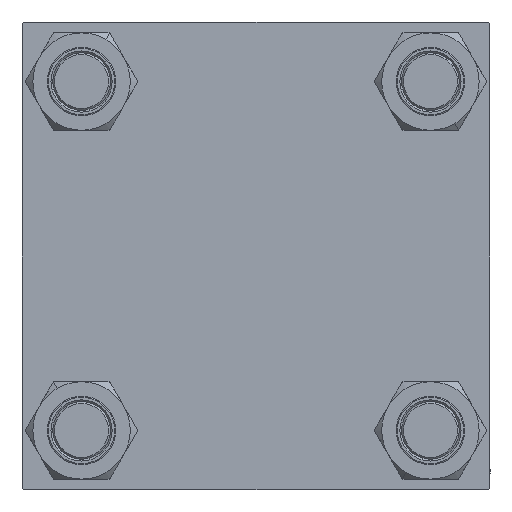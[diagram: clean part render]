
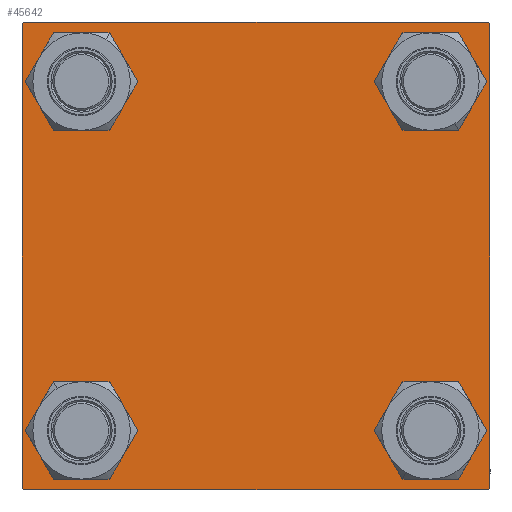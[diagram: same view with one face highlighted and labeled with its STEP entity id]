
A CAD part, left-side view. The second image highlights one B-rep face of the part: STEP entity #45642.
In plain terms, the highlighted planar face has unit normal (-1, 0, 0).
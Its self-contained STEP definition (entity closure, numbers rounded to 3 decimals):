
#1 = EDGE_CURVE ( 'NONE', #28527, #38634, #9269, .T. ) ;
#499 = DIRECTION ( 'NONE',  ( 0., 0., 1. ) ) ;
#1219 = CARTESIAN_POINT ( 'NONE',  ( 0., -64.75, 64.75 ) ) ;
#1500 = EDGE_CURVE ( 'NONE', #18962, #24593, #26287, .T. ) ;
#1743 = ORIENTED_EDGE ( 'NONE', *, *, #45568, .T. ) ;
#2171 = CARTESIAN_POINT ( 'NONE',  ( 0., 64.5, -65. ) ) ;
#2461 = CIRCLE ( 'NONE', #37002, 8.5 ) ;
#2572 = FACE_BOUND ( 'NONE', #29974, .T. ) ;
#2828 = DIRECTION ( 'NONE',  ( -1., 0., 0. ) ) ;
#3311 = CARTESIAN_POINT ( 'NONE',  ( 0., 65., -64.5 ) ) ;
#4418 = VERTEX_POINT ( 'NONE', #4591 ) ;
#4499 = AXIS2_PLACEMENT_3D ( 'NONE', #49919, #2828, #33992 ) ;
#4591 = CARTESIAN_POINT ( 'NONE',  ( 0., -48.45, 39.95 ) ) ;
#5216 = VERTEX_POINT ( 'NONE', #44864 ) ;
#5272 = CARTESIAN_POINT ( 'NONE',  ( 0., 48.45, -39.95 ) ) ;
#5301 = CIRCLE ( 'NONE', #26696, 8.5 ) ;
#5353 = EDGE_CURVE ( 'NONE', #32684, #5216, #2461, .T. ) ;
#5822 = LINE ( 'NONE', #14562, #33154 ) ;
#8292 = CARTESIAN_POINT ( 'NONE',  ( 0., -64.5, -65. ) ) ;
#9269 = LINE ( 'NONE', #48629, #28706 ) ;
#9492 = AXIS2_PLACEMENT_3D ( 'NONE', #39116, #11831, #42728 ) ;
#10659 = AXIS2_PLACEMENT_3D ( 'NONE', #25416, #14091, #41130 ) ;
#10753 = EDGE_CURVE ( 'NONE', #31446, #26377, #39862, .T. ) ;
#10939 = CARTESIAN_POINT ( 'NONE',  ( 0., 48.45, 39.95 ) ) ;
#11515 = CARTESIAN_POINT ( 'NONE',  ( 0., 64.5, 65. ) ) ;
#11831 = DIRECTION ( 'NONE',  ( 1., 0., 0. ) ) ;
#12267 = EDGE_CURVE ( 'NONE', #47610, #21763, #38885, .T. ) ;
#12352 = DIRECTION ( 'NONE',  ( 0., 0., 1. ) ) ;
#12448 = ORIENTED_EDGE ( 'NONE', *, *, #37769, .T. ) ;
#12647 = DIRECTION ( 'NONE',  ( 0., 0., 1. ) ) ;
#12799 = VERTEX_POINT ( 'NONE', #41299 ) ;
#13039 = DIRECTION ( 'NONE',  ( 0., 0., 1. ) ) ;
#14091 = DIRECTION ( 'NONE',  ( 1., 0., 0. ) ) ;
#14562 = CARTESIAN_POINT ( 'NONE',  ( 0., -64.75, -64.75 ) ) ;
#14642 = CARTESIAN_POINT ( 'NONE',  ( 0., 48.45, -56.95 ) ) ;
#14856 = ORIENTED_EDGE ( 'NONE', *, *, #34717, .T. ) ;
#15503 = DIRECTION ( 'NONE',  ( 0., 0., -1. ) ) ;
#15595 = DIRECTION ( 'NONE',  ( 0., -1., 0. ) ) ;
#16413 = AXIS2_PLACEMENT_3D ( 'NONE', #38108, #23429, #12352 ) ;
#17155 = CARTESIAN_POINT ( 'NONE',  ( 0., 48.45, 48.45 ) ) ;
#17292 = CARTESIAN_POINT ( 'NONE',  ( 0., 64.75, -64.75 ) ) ;
#17801 = DIRECTION ( 'NONE',  ( 0., -0.707, -0.707 ) ) ;
#17821 = DIRECTION ( 'NONE',  ( 1., 0., 0. ) ) ;
#17832 = ORIENTED_EDGE ( 'NONE', *, *, #10753, .T. ) ;
#17856 = ORIENTED_EDGE ( 'NONE', *, *, #1, .T. ) ;
#18337 = DIRECTION ( 'NONE',  ( 1., 0., 0. ) ) ;
#18460 = CARTESIAN_POINT ( 'NONE',  ( 0., -64.5, 65. ) ) ;
#18577 = AXIS2_PLACEMENT_3D ( 'NONE', #28544, #24673, #499 ) ;
#18962 = VERTEX_POINT ( 'NONE', #5272 ) ;
#20282 = DIRECTION ( 'NONE',  ( 0., 0.707, 0.707 ) ) ;
#21445 = LINE ( 'NONE', #24806, #34261 ) ;
#21624 = FACE_OUTER_BOUND ( 'NONE', #34754, .T. ) ;
#21763 = VERTEX_POINT ( 'NONE', #10939 ) ;
#22065 = VERTEX_POINT ( 'NONE', #8292 ) ;
#22339 = CARTESIAN_POINT ( 'NONE',  ( 0., 65., 65. ) ) ;
#22561 = EDGE_CURVE ( 'NONE', #28527, #26377, #49616, .T. ) ;
#22649 = PLANE ( 'NONE',  #4499 ) ;
#23429 = DIRECTION ( 'NONE',  ( 1., 0., 0. ) ) ;
#23850 = ORIENTED_EDGE ( 'NONE', *, *, #29517, .T. ) ;
#23954 = EDGE_LOOP ( 'NONE', ( #28882, #23850 ) ) ;
#24500 = ORIENTED_EDGE ( 'NONE', *, *, #38836, .T. ) ;
#24593 = VERTEX_POINT ( 'NONE', #14642 ) ;
#24673 = DIRECTION ( 'NONE',  ( 1., 0., 0. ) ) ;
#24806 = CARTESIAN_POINT ( 'NONE',  ( 0., -65., 65. ) ) ;
#25416 = CARTESIAN_POINT ( 'NONE',  ( 0., 48.45, -48.45 ) ) ;
#25800 = DIRECTION ( 'NONE',  ( 0., 0., 1. ) ) ;
#25906 = DIRECTION ( 'NONE',  ( 0., -0.707, 0.707 ) ) ;
#25960 = CIRCLE ( 'NONE', #9492, 8.5 ) ;
#26010 = FACE_BOUND ( 'NONE', #23954, .T. ) ;
#26287 = CIRCLE ( 'NONE', #10659, 8.5 ) ;
#26377 = VERTEX_POINT ( 'NONE', #18460 ) ;
#26696 = AXIS2_PLACEMENT_3D ( 'NONE', #47900, #36824, #12647 ) ;
#27612 = CIRCLE ( 'NONE', #18577, 8.5 ) ;
#27704 = LINE ( 'NONE', #38268, #34710 ) ;
#28527 = VERTEX_POINT ( 'NONE', #11515 ) ;
#28544 = CARTESIAN_POINT ( 'NONE',  ( 0., 48.45, 48.45 ) ) ;
#28695 = CARTESIAN_POINT ( 'NONE',  ( 0., -48.45, -39.95 ) ) ;
#28706 = VECTOR ( 'NONE', #40175, 1000. ) ;
#28882 = ORIENTED_EDGE ( 'NONE', *, *, #1500, .T. ) ;
#29132 = LINE ( 'NONE', #17292, #42102 ) ;
#29475 = ORIENTED_EDGE ( 'NONE', *, *, #47709, .T. ) ;
#29517 = EDGE_CURVE ( 'NONE', #24593, #18962, #32864, .T. ) ;
#29783 = CIRCLE ( 'NONE', #31443, 8.5 ) ;
#29974 = EDGE_LOOP ( 'NONE', ( #29475, #35118 ) ) ;
#30196 = ORIENTED_EDGE ( 'NONE', *, *, #48567, .T. ) ;
#30446 = CARTESIAN_POINT ( 'NONE',  ( 0., 65., 65. ) ) ;
#31443 = AXIS2_PLACEMENT_3D ( 'NONE', #49467, #17821, #49205 ) ;
#31446 = VERTEX_POINT ( 'NONE', #40404 ) ;
#31707 = EDGE_LOOP ( 'NONE', ( #43819, #30196 ) ) ;
#32312 = AXIS2_PLACEMENT_3D ( 'NONE', #17155, #40085, #13039 ) ;
#32684 = VERTEX_POINT ( 'NONE', #28695 ) ;
#32864 = CIRCLE ( 'NONE', #16413, 8.5 ) ;
#33038 = DIRECTION ( 'NONE',  ( 0., 0., -1. ) ) ;
#33154 = VECTOR ( 'NONE', #25906, 1000. ) ;
#33362 = VECTOR ( 'NONE', #34439, 1000. ) ;
#33992 = DIRECTION ( 'NONE',  ( 0., 0., 1. ) ) ;
#34261 = VECTOR ( 'NONE', #33038, 1000. ) ;
#34439 = DIRECTION ( 'NONE',  ( 0., -1., 0. ) ) ;
#34462 = VERTEX_POINT ( 'NONE', #3311 ) ;
#34710 = VECTOR ( 'NONE', #15595, 1000. ) ;
#34717 = EDGE_CURVE ( 'NONE', #43922, #22065, #27704, .T. ) ;
#34754 = EDGE_LOOP ( 'NONE', ( #12448, #24500, #14856, #42779, #38941, #17832, #40984, #17856 ) ) ;
#35118 = ORIENTED_EDGE ( 'NONE', *, *, #39533, .T. ) ;
#35265 = CARTESIAN_POINT ( 'NONE',  ( 0., -65., -64.5 ) ) ;
#35618 = EDGE_LOOP ( 'NONE', ( #43989, #1743 ) ) ;
#36824 = DIRECTION ( 'NONE',  ( 1., 0., 0. ) ) ;
#37002 = AXIS2_PLACEMENT_3D ( 'NONE', #45112, #18337, #25800 ) ;
#37188 = VECTOR ( 'NONE', #20282, 1000. ) ;
#37769 = EDGE_CURVE ( 'NONE', #38634, #34462, #50754, .T. ) ;
#38093 = FACE_BOUND ( 'NONE', #35618, .T. ) ;
#38108 = CARTESIAN_POINT ( 'NONE',  ( 0., 48.45, -48.45 ) ) ;
#38268 = CARTESIAN_POINT ( 'NONE',  ( 0., 65., -65. ) ) ;
#38634 = VERTEX_POINT ( 'NONE', #38684 ) ;
#38684 = CARTESIAN_POINT ( 'NONE',  ( 0., 65., 64.5 ) ) ;
#38836 = EDGE_CURVE ( 'NONE', #34462, #43922, #29132, .T. ) ;
#38885 = CIRCLE ( 'NONE', #32312, 8.5 ) ;
#38941 = ORIENTED_EDGE ( 'NONE', *, *, #50078, .F. ) ;
#39116 = CARTESIAN_POINT ( 'NONE',  ( 0., -48.45, 48.45 ) ) ;
#39533 = EDGE_CURVE ( 'NONE', #4418, #12799, #29783, .T. ) ;
#39862 = LINE ( 'NONE', #1219, #37188 ) ;
#40085 = DIRECTION ( 'NONE',  ( 1., 0., 0. ) ) ;
#40175 = DIRECTION ( 'NONE',  ( 0., 0.707, -0.707 ) ) ;
#40404 = CARTESIAN_POINT ( 'NONE',  ( 0., -65., 64.5 ) ) ;
#40984 = ORIENTED_EDGE ( 'NONE', *, *, #22561, .F. ) ;
#41130 = DIRECTION ( 'NONE',  ( 0., 0., 1. ) ) ;
#41299 = CARTESIAN_POINT ( 'NONE',  ( 0., -48.45, 56.95 ) ) ;
#41635 = EDGE_CURVE ( 'NONE', #22065, #46891, #5822, .T. ) ;
#42102 = VECTOR ( 'NONE', #17801, 1000. ) ;
#42728 = DIRECTION ( 'NONE',  ( 0., 0., 1. ) ) ;
#42779 = ORIENTED_EDGE ( 'NONE', *, *, #41635, .T. ) ;
#43819 = ORIENTED_EDGE ( 'NONE', *, *, #12267, .T. ) ;
#43922 = VERTEX_POINT ( 'NONE', #2171 ) ;
#43989 = ORIENTED_EDGE ( 'NONE', *, *, #5353, .T. ) ;
#44519 = VECTOR ( 'NONE', #15503, 1000. ) ;
#44864 = CARTESIAN_POINT ( 'NONE',  ( 0., -48.45, -56.95 ) ) ;
#45112 = CARTESIAN_POINT ( 'NONE',  ( 0., -48.45, -48.45 ) ) ;
#45568 = EDGE_CURVE ( 'NONE', #5216, #32684, #5301, .T. ) ;
#45642 = ADVANCED_FACE ( 'NONE', ( #2572, #38093, #26010, #45821, #21624 ), #22649, .T. ) ;
#45821 = FACE_BOUND ( 'NONE', #31707, .T. ) ;
#46891 = VERTEX_POINT ( 'NONE', #35265 ) ;
#47610 = VERTEX_POINT ( 'NONE', #49410 ) ;
#47709 = EDGE_CURVE ( 'NONE', #12799, #4418, #25960, .T. ) ;
#47900 = CARTESIAN_POINT ( 'NONE',  ( 0., -48.45, -48.45 ) ) ;
#48567 = EDGE_CURVE ( 'NONE', #21763, #47610, #27612, .T. ) ;
#48629 = CARTESIAN_POINT ( 'NONE',  ( 0., 64.75, 64.75 ) ) ;
#49205 = DIRECTION ( 'NONE',  ( 0., 0., 1. ) ) ;
#49410 = CARTESIAN_POINT ( 'NONE',  ( 0., 48.45, 56.95 ) ) ;
#49467 = CARTESIAN_POINT ( 'NONE',  ( 0., -48.45, 48.45 ) ) ;
#49616 = LINE ( 'NONE', #22339, #33362 ) ;
#49919 = CARTESIAN_POINT ( 'NONE',  ( 0., 0., 0. ) ) ;
#50078 = EDGE_CURVE ( 'NONE', #31446, #46891, #21445, .T. ) ;
#50754 = LINE ( 'NONE', #30446, #44519 ) ;
